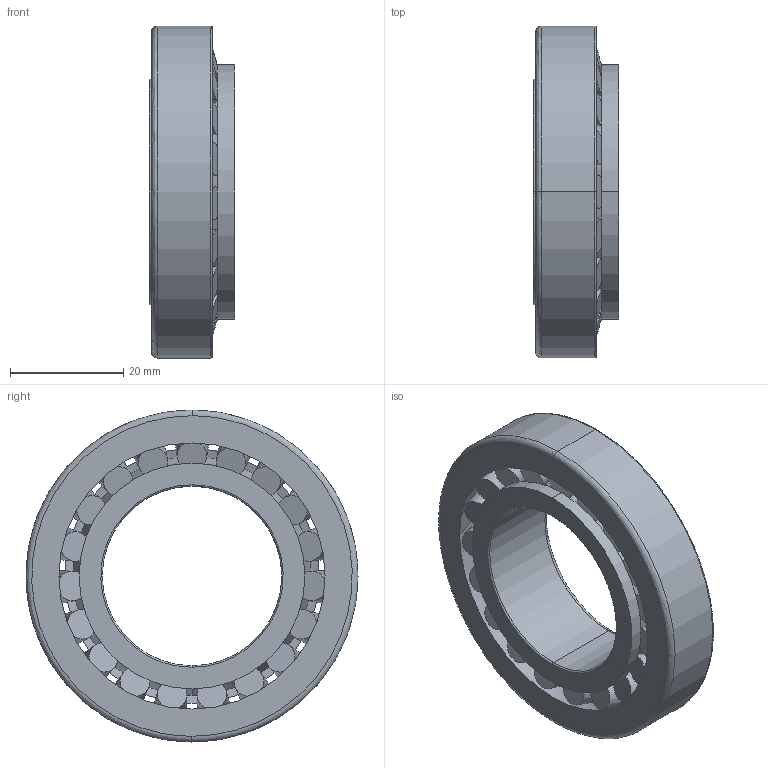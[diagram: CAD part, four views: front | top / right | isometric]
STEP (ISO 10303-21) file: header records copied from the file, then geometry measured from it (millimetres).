
FILE_DESCRIPTION (( 'STEP AP203' ), '1' );
FILE_NAME ('BP-01 Assembly 08125 Bearing - 08231 Race.STEP', '2013-12-18T20:35:00', ( 'Dan''s Work CPU' ), ( '' ), 'SwSTEP 2.0', 'SolidWorks 2012', '' );
FILE_SCHEMA (( 'CONFIG_CONTROL_DESIGN' ));
Length unit declared in the file: inch
Products named in the file (4): BP-01 Assembly 08125 Bearing - 08231 Race; Imported_2; Imported_1; Imported
Assembly tree (3 placements, depth 2):
  BP-01 Assembly 08125 Bearing - 08231 Race
    Imported
    Imported_1
    Imported_2
Bounding box: 15.08 x 58.74 x 58.74 mm (x, y, z)
Volume: 20054 mm3; surface area: 14420.2 mm2
Topology: 21 solids, 21 shells, 104 faces, 174 edges, 112 vertices
Faces by surface type: cone 46, plane 42, bspline 8, cylinder 8
Entity records: 3598 total; most frequent: CARTESIAN_POINT 1176, DIRECTION 482, ORIENTED_EDGE 348, AXIS2_PLACEMENT_3D 214, EDGE_CURVE 174, VERTEX_POINT 112, CIRCLE 112, EDGE_LOOP 108
